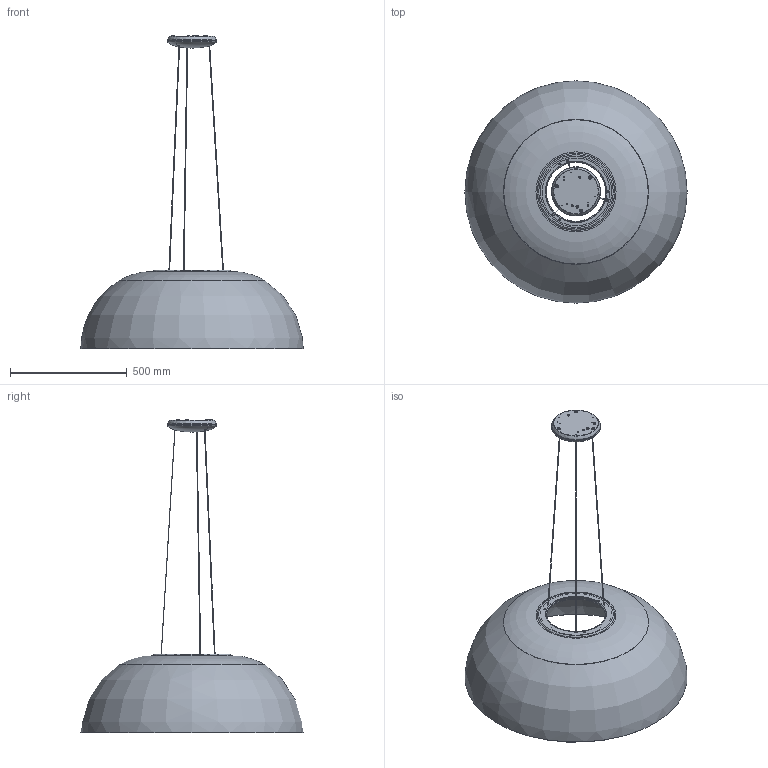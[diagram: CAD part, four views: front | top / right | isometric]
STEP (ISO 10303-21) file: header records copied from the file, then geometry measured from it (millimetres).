
FILE_DESCRIPTION(/* description */ ('Unknown'),/* implementation_level */ '2;1');
FILE_NAME(/* name */ '8891',/* time_stamp */ '2019-07-26T15:48:23+02:00',/* author */ ('Unknown'),/* organization */ ('Unknown'),/* preprocessor_version */ 'ST-DEVELOPER v16.7',/* originating_system */ 'DEX',/* authorisation */ $);
FILE_SCHEMA (('AUTOMOTIVE_DESIGN {1 0 10303 214 3 1 1}'));
Length unit declared in the file: millimetre
Products named in the file (14): 8891; 062000160731; 157000042708; 150000150994; 150000151994; 210000077984; 152000233064; 152000236064; H1230-1; 8891_2'556_2'496_Filo 3_oa_0; 8891_2'556_2'496_Filo 3_oa_1; 8891_2'556_2'496_Filo 3_oa_2; F1188-9; O1709-9
Assembly tree (16 placements, depth 3):
  8891
    062000160731
    157000042708
      150000150994
      150000151994
    210000077984  x3
    152000233064
    152000236064
    H1230-1  x3
    F1188-9  x3
    O1709-9
  8891_2'556_2'496_Filo 3_oa_0
  8891_2'556_2'496_Filo 3_oa_1
  8891_2'556_2'496_Filo 3_oa_2
Bounding box: 950 x 950 x 1339.7 mm (x, y, z)
Volume: 5120062 mm3; surface area: 2691840.7 mm2
Topology: 18 solids, 18 shells, 498 faces, 1226 edges, 780 vertices
Faces by surface type: plane 372, cylinder 69, torus 33, cone 20, bspline 4
Full cylindrical faces by diameter (mm): 2 x3, 3 x3, 3.242 x3, 3.8 x3, 3.98 x3, 4 x14, 4.3 x3, 4.5 x6, 5 x3, 7 x1, 8 x6, 10 x1, 10.25 x1, 12.5 x1, 203 x1, 206 x1, 252 x1, 260 x1, 261 x1, 296 x1
Entity records: 9446 total; most frequent: CARTESIAN_POINT 2700, DIRECTION 1234, ORIENTED_EDGE 972, AXIS2_PLACEMENT_3D 501, EDGE_CURVE 486, FACE_BOUND 423, EDGE_LOOP 418, VERTEX_POINT 365
